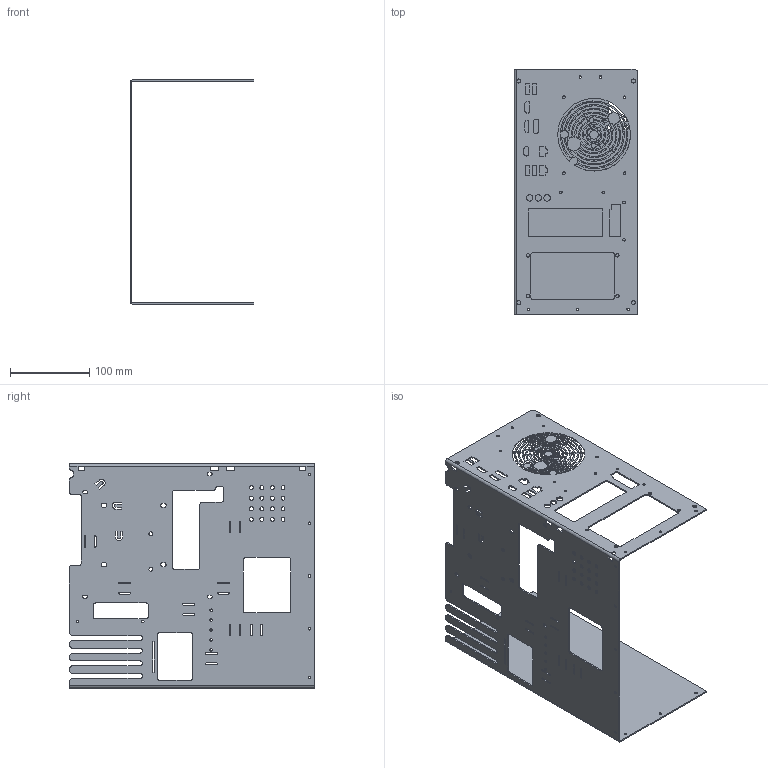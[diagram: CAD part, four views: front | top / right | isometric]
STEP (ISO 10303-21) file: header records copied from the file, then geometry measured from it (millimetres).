
FILE_DESCRIPTION(/* description */ (''),/* implementation_level */ '2;1');
FILE_NAME(/* name */ 'Internal V1.step',/* time_stamp */ '2018-10-31T12:01:37-06:00',/* author */ (''),/* organization */ (''),/* preprocessor_version */ 'ST-DEVELOPER v17.2',/* originating_system */ 'Autodesk Translation Framework v7.6.0.251',/* authorisation */ '');
FILE_SCHEMA (('AUTOMOTIVE_DESIGN { 1 0 10303 214 3 1 1 }'));
Length unit declared in the file: millimetre
Products named in the file (1): Internal
Bounding box: 156.6 x 310 x 283.2 mm (x, y, z)
Volume: 236946.9 mm3; surface area: 310596 mm2
Topology: 1 solids, 1 shells, 783 faces, 2364 edges, 1579 vertices
Faces by surface type: plane 330, cylinder 227, bspline 226
Full cylindrical faces by diameter (mm): 3.1 x28, 3.2 x4, 4.21 x4, 4.8 x2, 5 x16, 5.1 x4, 8 x3
Entity records: 29086 total; most frequent: CARTESIAN_POINT 8227, ORIENTED_EDGE 4728, DIRECTION 3559, EDGE_CURVE 2364, VERTEX_POINT 1579, LINE 1425, VECTOR 1425, EDGE_LOOP 1087
